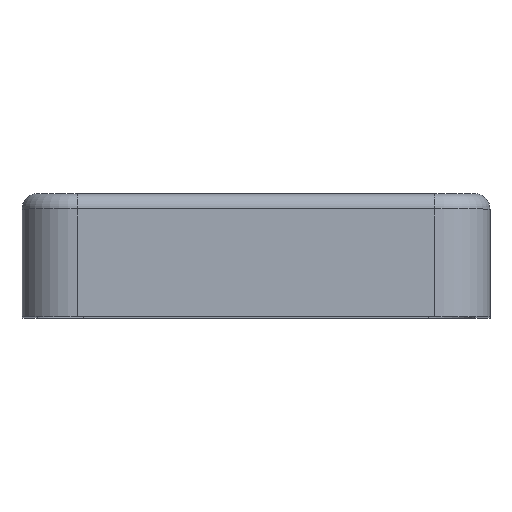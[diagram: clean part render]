
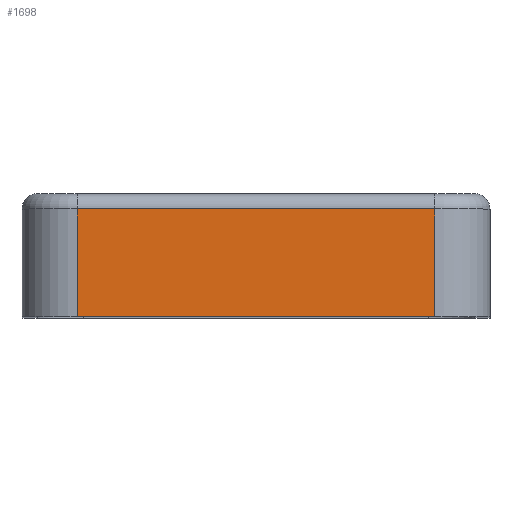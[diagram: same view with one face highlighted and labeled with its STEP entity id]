
A CAD part, top view. The second image highlights one B-rep face of the part: STEP entity #1698.
In plain terms, the highlighted planar face has unit normal (0, 0, 1).
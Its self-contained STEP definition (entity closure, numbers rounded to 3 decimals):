
#89=PLANE('',#1872);
#219=LINE('',#3583,#366);
#224=LINE('',#3603,#371);
#225=LINE('',#3607,#372);
#226=LINE('',#3608,#373);
#366=VECTOR('',#2292,10.);
#371=VECTOR('',#2309,10.);
#372=VECTOR('',#2314,10.);
#373=VECTOR('',#2315,10.);
#503=FACE_OUTER_BOUND('',#609,.T.);
#609=EDGE_LOOP('',(#1553,#1554,#1555,#1556));
#851=VERTEX_POINT('',#3580);
#852=VERTEX_POINT('',#3582);
#861=VERTEX_POINT('',#3602);
#862=VERTEX_POINT('',#3606);
#1086=EDGE_CURVE('',#851,#852,#219,.T.);
#1096=EDGE_CURVE('',#852,#861,#224,.T.);
#1098=EDGE_CURVE('',#862,#851,#225,.T.);
#1099=EDGE_CURVE('',#862,#861,#226,.T.);
#1553=ORIENTED_EDGE('',*,*,#1096,.F.);
#1554=ORIENTED_EDGE('',*,*,#1086,.F.);
#1555=ORIENTED_EDGE('',*,*,#1098,.F.);
#1556=ORIENTED_EDGE('',*,*,#1099,.T.);
#1698=ADVANCED_FACE('',(#503),#89,.T.);
#1872=AXIS2_PLACEMENT_3D('',#3605,#2312,#2313);
#2292=DIRECTION('',(-1.,0.,0.));
#2309=DIRECTION('',(0.,1.,0.));
#2312=DIRECTION('center_axis',(0.,0.,1.));
#2313=DIRECTION('ref_axis',(-1.,0.,0.));
#2314=DIRECTION('',(0.,-1.,0.));
#2315=DIRECTION('',(-1.,0.,0.));
#3580=CARTESIAN_POINT('',(5.8,-3.5,15.85));
#3582=CARTESIAN_POINT('',(-5.8,-3.5,15.85));
#3583=CARTESIAN_POINT('',(7.6,-3.5,15.85));
#3602=CARTESIAN_POINT('',(-5.8,0.,15.85));
#3603=CARTESIAN_POINT('',(-5.8,0.,15.85));
#3605=CARTESIAN_POINT('Origin',(7.6,0.,15.85));
#3606=CARTESIAN_POINT('',(5.8,0.,15.85));
#3607=CARTESIAN_POINT('',(5.8,0.,15.85));
#3608=CARTESIAN_POINT('',(7.6,0.,15.85));
